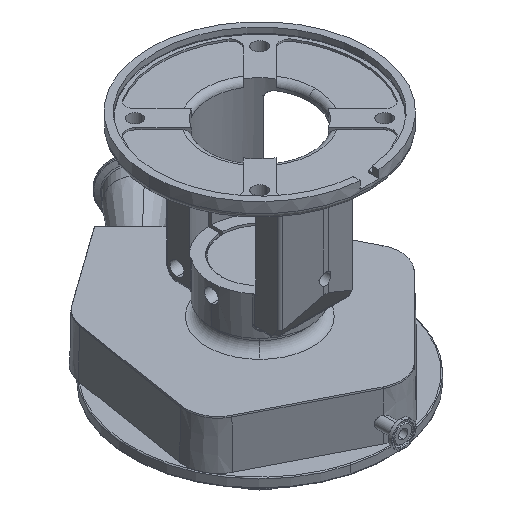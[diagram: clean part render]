
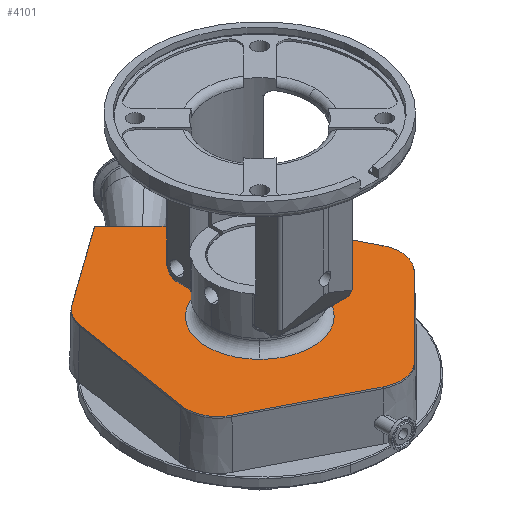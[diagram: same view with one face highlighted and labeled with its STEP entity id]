
A CAD part, isometric view. The second image highlights one B-rep face of the part: STEP entity #4101.
In plain terms, the highlighted planar face has unit normal (0, 0, 1).
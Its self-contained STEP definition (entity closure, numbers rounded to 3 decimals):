
#45 = DIRECTION ( 'NONE',  ( 0., 0., -1. ) ) ;
#156 = CARTESIAN_POINT ( 'NONE',  ( -38.891, -38.891, -189. ) ) ;
#274 = CARTESIAN_POINT ( 'NONE',  ( -121.714, -39.699, -189. ) ) ;
#377 = DIRECTION ( 'NONE',  ( 0., 0., -1. ) ) ;
#414 = EDGE_CURVE ( 'NONE', #6779, #4097, #6099, .T. ) ;
#447 = DIRECTION ( 'NONE',  ( 0., 0., 1. ) ) ;
#453 = VERTEX_POINT ( 'NONE', #9441 ) ;
#609 = VERTEX_POINT ( 'NONE', #156 ) ;
#976 = DIRECTION ( 'NONE',  ( -0.891, 0.454, 0. ) ) ;
#1015 = CARTESIAN_POINT ( 'NONE',  ( -3.994, 162.261, -189. ) ) ;
#1085 = CARTESIAN_POINT ( 'NONE',  ( 121.965, -38.974, -189. ) ) ;
#1100 = EDGE_CURVE ( 'NONE', #4097, #453, #12960, .T. ) ;
#1273 = CARTESIAN_POINT ( 'NONE',  ( -116.993, 87.288, -189. ) ) ;
#1395 = CIRCLE ( 'NONE', #3161, 33.406 ) ;
#1432 = EDGE_LOOP ( 'NONE', ( #4148, #5441, #1992, #11036, #6089, #3470, #3553, #12986, #3304, #8921, #5912, #12234, #13705, #11383 ) ) ;
#1654 = DIRECTION ( 'NONE',  ( 0., 0., -1. ) ) ;
#1723 = EDGE_CURVE ( 'NONE', #2713, #6485, #4034, .T. ) ;
#1992 = ORIENTED_EDGE ( 'NONE', *, *, #10923, .T. ) ;
#1996 = DIRECTION ( 'NONE',  ( -0.707, -0.707, 0. ) ) ;
#2339 = CARTESIAN_POINT ( 'NONE',  ( -68.419, 80.962, -189. ) ) ;
#2494 = AXIS2_PLACEMENT_3D ( 'NONE', #5600, #5675, #7793 ) ;
#2531 = DIRECTION ( 'NONE',  ( -0.707, -0.707, 0. ) ) ;
#2713 = VERTEX_POINT ( 'NONE', #8477 ) ;
#2869 = DIRECTION ( 'NONE',  ( -0.707, -0.707, 0. ) ) ;
#2879 = LINE ( 'NONE', #4800, #6064 ) ;
#2905 = VERTEX_POINT ( 'NONE', #7329 ) ;
#2985 = CARTESIAN_POINT ( 'NONE',  ( 40.096, 99.742, -189. ) ) ;
#3001 = CARTESIAN_POINT ( 'NONE',  ( -101.399, 86.281, -189. ) ) ;
#3161 = AXIS2_PLACEMENT_3D ( 'NONE', #2339, #3389, #11724 ) ;
#3281 = EDGE_CURVE ( 'NONE', #2905, #7336, #6447, .T. ) ;
#3304 = ORIENTED_EDGE ( 'NONE', *, *, #6150, .F. ) ;
#3389 = DIRECTION ( 'NONE',  ( 0., 0., -1. ) ) ;
#3470 = ORIENTED_EDGE ( 'NONE', *, *, #414, .F. ) ;
#3553 = ORIENTED_EDGE ( 'NONE', *, *, #7629, .F. ) ;
#3639 = EDGE_CURVE ( 'NONE', #4763, #8808, #11551, .T. ) ;
#3930 = DIRECTION ( 'NONE',  ( -0.707, -0.707, 0. ) ) ;
#4034 = LINE ( 'NONE', #11949, #6730 ) ;
#4097 = VERTEX_POINT ( 'NONE', #8516 ) ;
#4101 = ADVANCED_FACE ( 'NONE', ( #10558, #13603 ), #11554, .T. ) ;
#4148 = ORIENTED_EDGE ( 'NONE', *, *, #13265, .F. ) ;
#4280 = AXIS2_PLACEMENT_3D ( 'NONE', #10661, #45, #9606 ) ;
#4438 = CARTESIAN_POINT ( 'NONE',  ( 69.909, 114.814, -189. ) ) ;
#4534 = CARTESIAN_POINT ( 'NONE',  ( -103.9, -74.782, -189. ) ) ;
#4763 = VERTEX_POINT ( 'NONE', #11574 ) ;
#4800 = CARTESIAN_POINT ( 'NONE',  ( 81.317, 81.317, -189. ) ) ;
#4816 = CARTESIAN_POINT ( 'NONE',  ( 39.4, -121.828, -189. ) ) ;
#4848 = VERTEX_POINT ( 'NONE', #4438 ) ;
#4857 = DIRECTION ( 'NONE',  ( -0.707, 0.707, 0. ) ) ;
#5096 = EDGE_CURVE ( 'NONE', #4848, #4763, #10397, .T. ) ;
#5178 = CIRCLE ( 'NONE', #4280, 33.406 ) ;
#5283 = EDGE_CURVE ( 'NONE', #7358, #12573, #10647, .T. ) ;
#5293 = AXIS2_PLACEMENT_3D ( 'NONE', #1015, #8950, #5701 ) ;
#5320 = CARTESIAN_POINT ( 'NONE',  ( 38.891, 38.891, -189. ) ) ;
#5441 = ORIENTED_EDGE ( 'NONE', *, *, #1723, .T. ) ;
#5453 = VECTOR ( 'NONE', #976, 1000. ) ;
#5463 = AXIS2_PLACEMENT_3D ( 'NONE', #13617, #1654, #10244 ) ;
#5571 = CARTESIAN_POINT ( 'NONE',  ( -4.38, 167.015, -189. ) ) ;
#5600 = CARTESIAN_POINT ( 'NONE',  ( 0., 0., -189. ) ) ;
#5675 = DIRECTION ( 'NONE',  ( 0., 0., 1. ) ) ;
#5701 = DIRECTION ( 'NONE',  ( -0.707, -0.707, 0. ) ) ;
#5912 = ORIENTED_EDGE ( 'NONE', *, *, #12384, .F. ) ;
#6001 = CARTESIAN_POINT ( 'NONE',  ( -92.04, 104.584, -189. ) ) ;
#6064 = VECTOR ( 'NONE', #4857, 1000. ) ;
#6089 = ORIENTED_EDGE ( 'NONE', *, *, #1100, .F. ) ;
#6099 = CIRCLE ( 'NONE', #9495, 33.406 ) ;
#6102 = EDGE_CURVE ( 'NONE', #11022, #609, #11206, .T. ) ;
#6150 = EDGE_CURVE ( 'NONE', #7336, #7358, #12564, .T. ) ;
#6268 = DIRECTION ( 'NONE',  ( 0.159, 0.987, 0. ) ) ;
#6447 = LINE ( 'NONE', #12940, #5453 ) ;
#6485 = VERTEX_POINT ( 'NONE', #7660 ) ;
#6730 = VECTOR ( 'NONE', #13145, 1000. ) ;
#6779 = VERTEX_POINT ( 'NONE', #6001 ) ;
#7293 = DIRECTION ( 'NONE',  ( 0., 0., -1. ) ) ;
#7329 = CARTESIAN_POINT ( 'NONE',  ( 0.571, -128.013, -189. ) ) ;
#7336 = VERTEX_POINT ( 'NONE', #4534 ) ;
#7358 = VERTEX_POINT ( 'NONE', #274 ) ;
#7466 = EDGE_CURVE ( 'NONE', #8808, #10270, #11231, .T. ) ;
#7560 = VECTOR ( 'NONE', #13424, 1000. ) ;
#7629 = EDGE_CURVE ( 'NONE', #12573, #6779, #1395, .T. ) ;
#7660 = CARTESIAN_POINT ( 'NONE',  ( 40.305, 122.329, -189. ) ) ;
#7788 = CIRCLE ( 'NONE', #5293, 4.77 ) ;
#7793 = DIRECTION ( 'NONE',  ( -0.707, -0.707, 0. ) ) ;
#7823 = CIRCLE ( 'NONE', #12781, 33.406 ) ;
#7944 = VECTOR ( 'NONE', #8592, 1000. ) ;
#8477 = CARTESIAN_POINT ( 'NONE',  ( 58.944, 127.324, -189. ) ) ;
#8516 = CARTESIAN_POINT ( 'NONE',  ( -87.855, 108.132, -189. ) ) ;
#8566 = CIRCLE ( 'NONE', #2494, 55. ) ;
#8592 = DIRECTION ( 'NONE',  ( 0.813, 0.582, 0. ) ) ;
#8808 = VERTEX_POINT ( 'NONE', #1085 ) ;
#8921 = ORIENTED_EDGE ( 'NONE', *, *, #3281, .F. ) ;
#8950 = DIRECTION ( 'NONE',  ( 0., 0., -1. ) ) ;
#9045 = ORIENTED_EDGE ( 'NONE', *, *, #6102, .F. ) ;
#9343 = CARTESIAN_POINT ( 'NONE',  ( 144.669, -33.067, -189. ) ) ;
#9441 = CARTESIAN_POINT ( 'NONE',  ( -6.769, 166.14, -189. ) ) ;
#9495 = AXIS2_PLACEMENT_3D ( 'NONE', #13602, #11403, #3930 ) ;
#9606 = DIRECTION ( 'NONE',  ( -0.707, -0.707, 0. ) ) ;
#9996 = EDGE_CURVE ( 'NONE', #453, #10894, #7788, .T. ) ;
#10244 = DIRECTION ( 'NONE',  ( -0.707, -0.707, 0. ) ) ;
#10270 = VERTEX_POINT ( 'NONE', #11464 ) ;
#10397 = LINE ( 'NONE', #9343, #13554 ) ;
#10496 = DIRECTION ( 'NONE',  ( 0., 0., 1. ) ) ;
#10558 = FACE_BOUND ( 'NONE', #12443, .T. ) ;
#10647 = LINE ( 'NONE', #13890, #10958 ) ;
#10661 = CARTESIAN_POINT ( 'NONE',  ( 15.737, -98.248, -189. ) ) ;
#10894 = VERTEX_POINT ( 'NONE', #5571 ) ;
#10923 = EDGE_CURVE ( 'NONE', #6485, #10894, #2879, .T. ) ;
#10958 = VECTOR ( 'NONE', #6268, 1000. ) ;
#11022 = VERTEX_POINT ( 'NONE', #5320 ) ;
#11036 = ORIENTED_EDGE ( 'NONE', *, *, #9996, .F. ) ;
#11206 = CIRCLE ( 'NONE', #13459, 55. ) ;
#11231 = LINE ( 'NONE', #4816, #7560 ) ;
#11383 = ORIENTED_EDGE ( 'NONE', *, *, #5096, .F. ) ;
#11403 = DIRECTION ( 'NONE',  ( 0., 0., -1. ) ) ;
#11464 = CARTESIAN_POINT ( 'NONE',  ( 39.4, -121.828, -189. ) ) ;
#11551 = CIRCLE ( 'NONE', #5463, 33.406 ) ;
#11554 = PLANE ( 'NONE',  #13524 ) ;
#11574 = CARTESIAN_POINT ( 'NONE',  ( 128.115, -0.322, -189. ) ) ;
#11657 = AXIS2_PLACEMENT_3D ( 'NONE', #12133, #377, #2531 ) ;
#11724 = DIRECTION ( 'NONE',  ( -0.707, -0.707, 0. ) ) ;
#11771 = CARTESIAN_POINT ( 'NONE',  ( 123.744, 123.744, -189. ) ) ;
#11949 = CARTESIAN_POINT ( 'NONE',  ( 118.508, 143.284, -189. ) ) ;
#12133 = CARTESIAN_POINT ( 'NONE',  ( -88.734, -45.017, -189. ) ) ;
#12234 = ORIENTED_EDGE ( 'NONE', *, *, #7466, .F. ) ;
#12343 = DIRECTION ( 'NONE',  ( -0.707, -0.707, 0. ) ) ;
#12384 = EDGE_CURVE ( 'NONE', #10270, #2905, #5178, .T. ) ;
#12443 = EDGE_LOOP ( 'NONE', ( #13315, #9045 ) ) ;
#12564 = CIRCLE ( 'NONE', #11657, 33.406 ) ;
#12573 = VERTEX_POINT ( 'NONE', #3001 ) ;
#12633 = EDGE_CURVE ( 'NONE', #609, #11022, #8566, .T. ) ;
#12781 = AXIS2_PLACEMENT_3D ( 'NONE', #2985, #7293, #1996 ) ;
#12940 = CARTESIAN_POINT ( 'NONE',  ( 0.571, -128.013, -189. ) ) ;
#12960 = LINE ( 'NONE', #1273, #7944 ) ;
#12986 = ORIENTED_EDGE ( 'NONE', *, *, #5283, .F. ) ;
#13145 = DIRECTION ( 'NONE',  ( -0.966, -0.259, 0. ) ) ;
#13179 = CARTESIAN_POINT ( 'NONE',  ( 0., 0., -189. ) ) ;
#13265 = EDGE_CURVE ( 'NONE', #2713, #4848, #7823, .T. ) ;
#13315 = ORIENTED_EDGE ( 'NONE', *, *, #12633, .F. ) ;
#13424 = DIRECTION ( 'NONE',  ( -0.706, -0.708, 0. ) ) ;
#13459 = AXIS2_PLACEMENT_3D ( 'NONE', #13179, #447, #12343 ) ;
#13524 = AXIS2_PLACEMENT_3D ( 'NONE', #11771, #10496, #2869 ) ;
#13554 = VECTOR ( 'NONE', #13633, 1000. ) ;
#13602 = CARTESIAN_POINT ( 'NONE',  ( -68.419, 80.962, -189. ) ) ;
#13603 = FACE_OUTER_BOUND ( 'NONE', #1432, .T. ) ;
#13617 = CARTESIAN_POINT ( 'NONE',  ( 98.302, -15.394, -189. ) ) ;
#13633 = DIRECTION ( 'NONE',  ( 0.451, -0.892, 0. ) ) ;
#13705 = ORIENTED_EDGE ( 'NONE', *, *, #3639, .F. ) ;
#13890 = CARTESIAN_POINT ( 'NONE',  ( -127.433, -75.16, -189. ) ) ;
